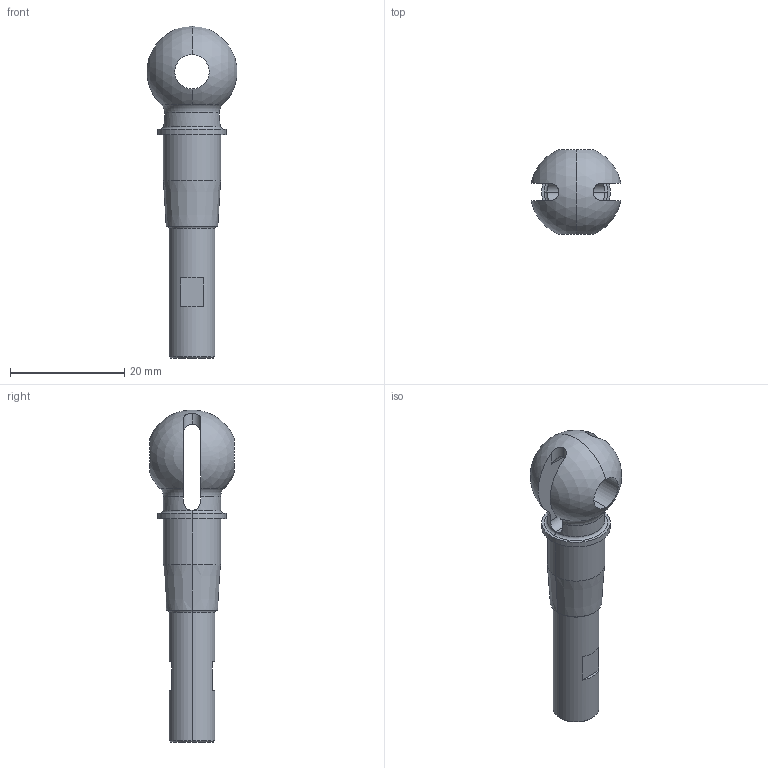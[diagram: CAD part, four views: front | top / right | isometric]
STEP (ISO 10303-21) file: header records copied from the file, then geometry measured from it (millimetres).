
FILE_DESCRIPTION (( 'STEP AP214' ), '1' );
FILE_NAME ('Axe Roue Modifié.STEP', '2019-10-10T15:26:18', ( '' ), ( '' ), 'SwSTEP 2.0', 'SolidWorks 2016', '' );
FILE_SCHEMA (( 'AUTOMOTIVE_DESIGN' ));
Length unit declared in the file: metre
Products named in the file (1): Axe Roue Modifié
Bounding box: 15.72 x 14.83 x 58 mm (x, y, z)
Volume: 3875.9 mm3; surface area: 2491.4 mm2
Topology: 1 solids, 1 shells, 44 faces, 106 edges, 65 vertices
Faces by surface type: cylinder 20, plane 12, torus 6, cone 4, sphere 2
Entity records: 1609 total; most frequent: CARTESIAN_POINT 364, DIRECTION 232, ORIENTED_EDGE 212, EDGE_CURVE 106, AXIS2_PLACEMENT_3D 97, VERTEX_POINT 65, CIRCLE 52, EDGE_LOOP 51
